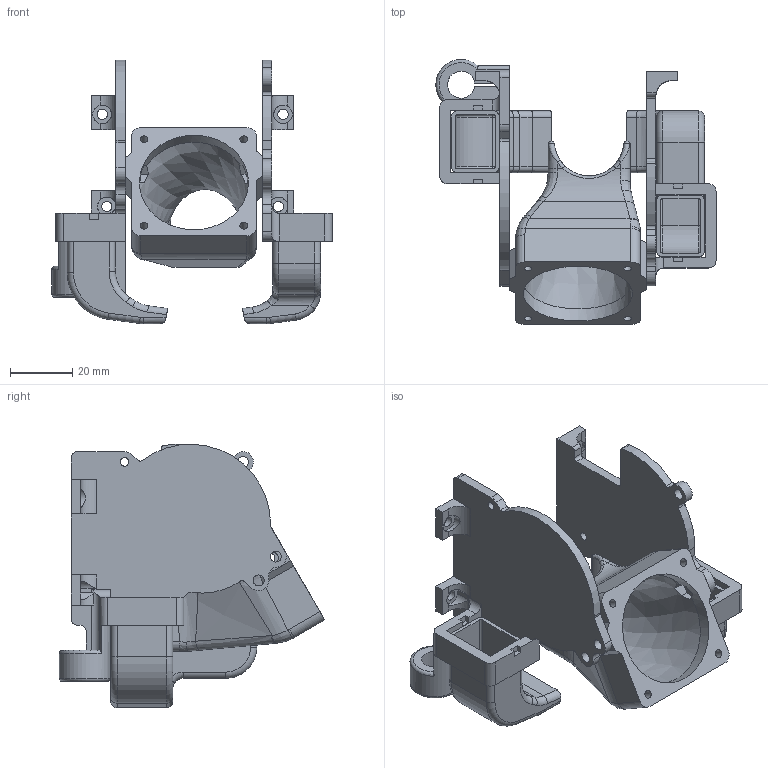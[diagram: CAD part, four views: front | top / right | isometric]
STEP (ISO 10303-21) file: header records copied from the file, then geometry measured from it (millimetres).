
FILE_DESCRIPTION(/* description */ (''),/* implementation_level */ '2;1');
FILE_NAME(/* name */ '5f844acb60360f16aba288f8',/* time_stamp */ '2020-10-12T12:23:41+00:00',/* author */ (''),/* organization */ (''),/* preprocessor_version */ 'ST-DEVELOPER v16.7',/* originating_system */ $,/* authorisation */ $);
FILE_SCHEMA (('AUTOMOTIVE_DESIGN {1 0 10303 214 3 1 1}'));
Length unit declared in the file: metre
Products named in the file (5): Fan duct left; Fan holder right; Fan holder left; V6 fan duct; Fan duct right
Bounding box: 89.83 x 85.01 x 84.5 mm (x, y, z)
Volume: 56537.6 mm3; surface area: 44701.5 mm2
Topology: 5 solids, 5 shells, 489 faces, 1323 edges, 823 vertices
Faces by surface type: plane 189, cylinder 183, bspline 59, torus 54, sphere 4
Full cylindrical faces by diameter (mm): 2.5 x4, 2.7 x2, 3.3 x4, 3.4 x3, 3.5 x6, 6 x3, 6.2 x1
Entity records: 17606 total; most frequent: CARTESIAN_POINT 5647, ORIENTED_EDGE 2530, DIRECTION 2411, EDGE_CURVE 1265, AXIS2_PLACEMENT_3D 896, VERTEX_POINT 802, LINE 619, VECTOR 619
